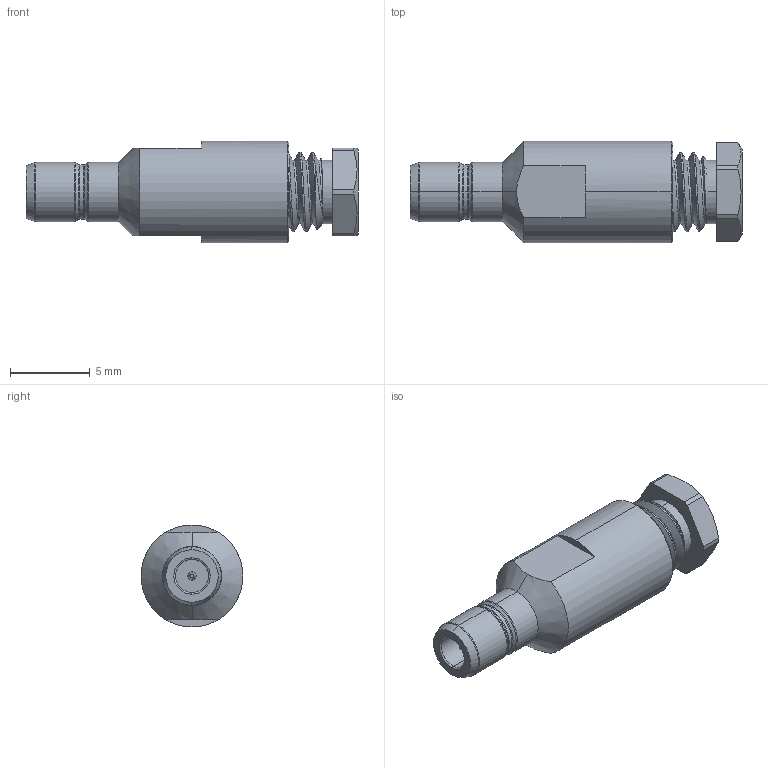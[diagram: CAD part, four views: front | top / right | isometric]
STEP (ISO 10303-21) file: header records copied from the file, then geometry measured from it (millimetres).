
FILE_DESCRIPTION (( 'STEP AP214' ), '1' );
FILE_NAME ('ÑÖÍÊ.434521.036ÑÁ_Âèëêà+äëÿ ïîòðåáèòåëÿ.STEP', '2018-11-30T08:22:04', ( 'User' ), ( '' ), 'SwSTEP 2.0', 'SolidWorks 2016', '' );
FILE_SCHEMA (( 'AUTOMOTIVE_DESIGN' ));
Length unit declared in the file: millimetre
Products named in the file (1): ÑÖÍÊ.434521.036ÑÁ_Âèëêà+äëÿ ïîòðåáèòåëÿ
Bounding box: 20.85 x 6.4 x 6.4 mm (x, y, z)
Volume: 435.5 mm3; surface area: 491.2 mm2
Topology: 1 solids, 1 shells, 82 faces, 191 edges, 116 vertices
Faces by surface type: cylinder 28, cone 20, plane 19, torus 12, bspline 3
Entity records: 4047 total; most frequent: CARTESIAN_POINT 1293, DIRECTION 407, ORIENTED_EDGE 382, EDGE_CURVE 191, AXIS2_PLACEMENT_3D 170, VERTEX_POINT 116, CIRCLE 90, EDGE_LOOP 87
